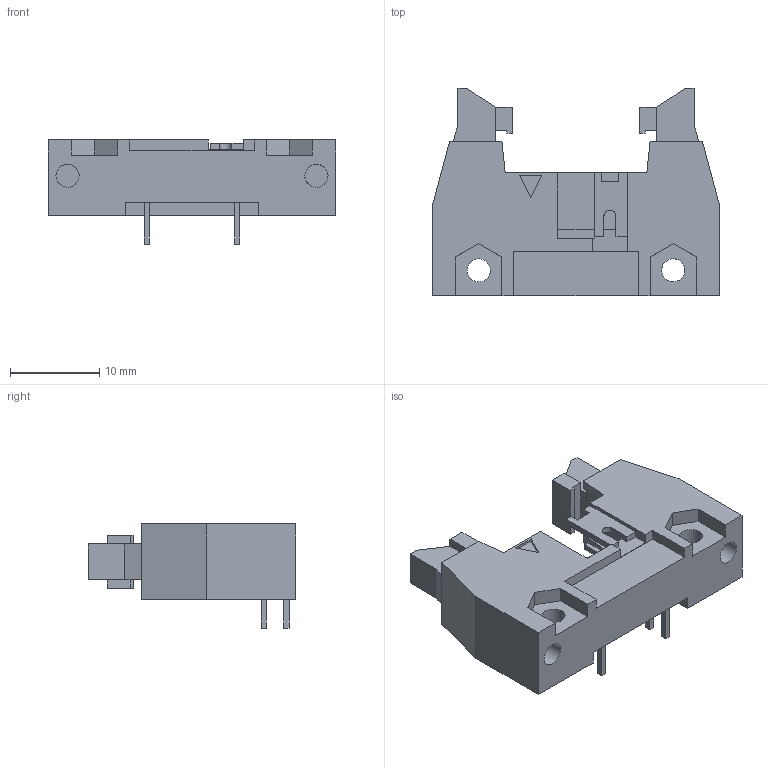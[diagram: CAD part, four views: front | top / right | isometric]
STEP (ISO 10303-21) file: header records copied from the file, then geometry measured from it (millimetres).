
FILE_DESCRIPTION(('STEP AP214'),'1');
FILE_NAME('09185106913.stp','2017-06-27T07:22:05',('TraceParts'),('TraceParts S.A.'),'Spatial InterOp 3D',' ',' ');
FILE_SCHEMA(('automotive_design'));
Length unit declared in the file: millimetre
Products named in the file (1): 09185106913
Bounding box: 32.3 x 23.3 x 11.7 mm (x, y, z)
Volume: 3189.5 mm3; surface area: 2728.7 mm2
Topology: 1 solids, 1 shells, 144 faces, 383 edges, 252 vertices
Faces by surface type: bspline 144
Entity records: 5845 total; most frequent: CARTESIAN_POINT 1735, ORIENTED_EDGE 766, EDGE_CURVE 383, B_SPLINE_CURVE_WITH_KNOTS 361, PRESENTATION_STYLE_ASSIGNMENT 266, COLOUR_RGB 266, VERTEX_POINT 252, STYLED_ITEM 225
